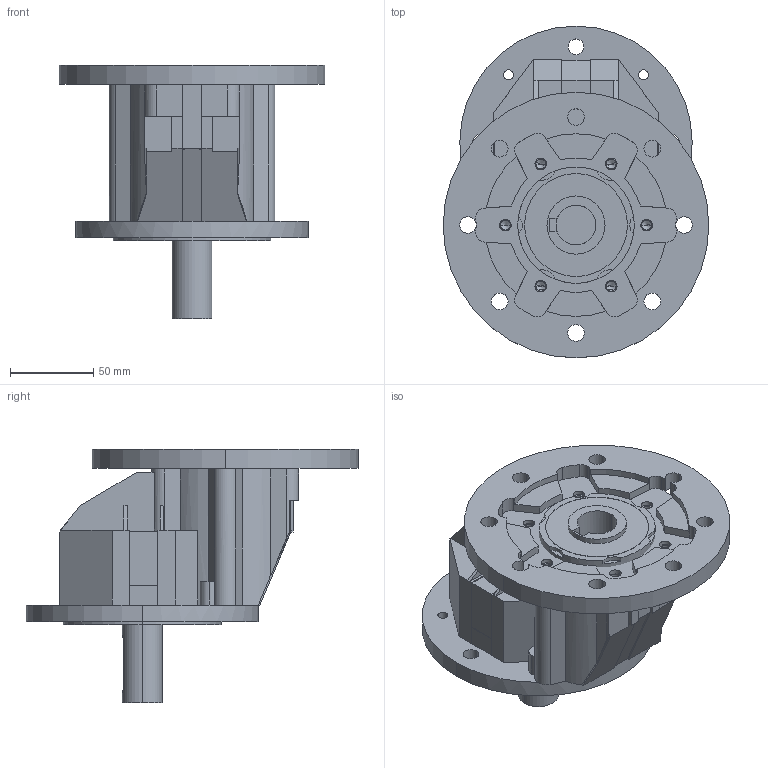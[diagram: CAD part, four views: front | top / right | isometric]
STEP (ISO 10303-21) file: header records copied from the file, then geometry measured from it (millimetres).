
FILE_DESCRIPTION (( 'STEP AP203' ), '1' );
FILE_NAME ('Pm-80 B-5_160.STEP', '2016-07-14T15:32:35', ( 'Usuario' ), ( '' ), 'SwSTEP 2.0', 'SolidWorks 2015', '' );
FILE_SCHEMA (( 'CONFIG_CONTROL_DESIGN' ));
Length unit declared in the file: millimetre
Products named in the file (3): Brida Pm-80 B5_160; pm-80; Pm-80 B-5_160
Assembly tree (2 placements, depth 2):
  Pm-80 B-5_160
    Brida Pm-80 B5_160
    pm-80
Bounding box: 160 x 200 x 153 mm (x, y, z)
Volume: 1001645.1 mm3; surface area: 153595.7 mm2
Topology: 3 solids, 4 shells, 353 faces, 962 edges, 614 vertices
Faces by surface type: plane 177, cylinder 156, cone 20
Entity records: 11507 total; most frequent: CARTESIAN_POINT 2016, DIRECTION 2001, ORIENTED_EDGE 1888, EDGE_CURVE 944, AXIS2_PLACEMENT_3D 713, VERTEX_POINT 614, LINE 575, VECTOR 575
